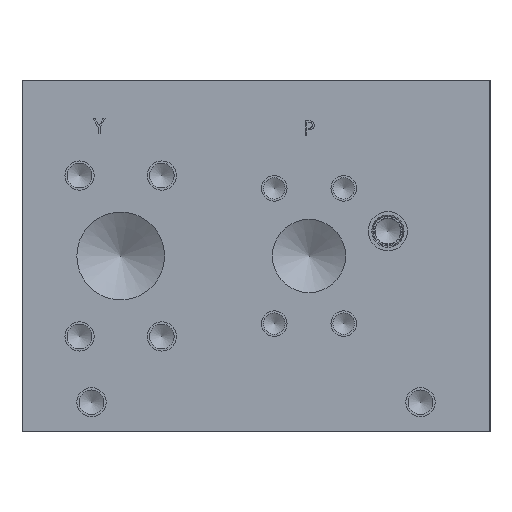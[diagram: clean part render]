
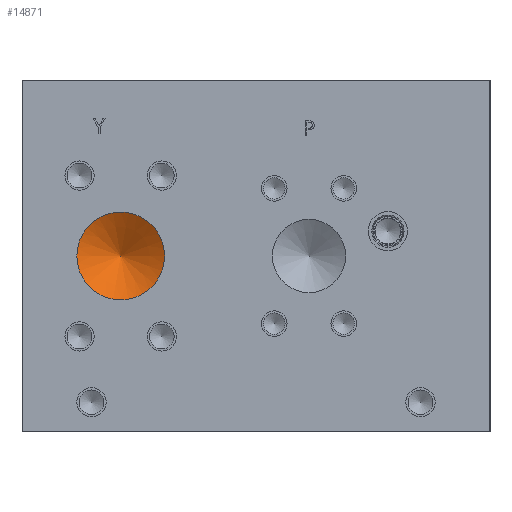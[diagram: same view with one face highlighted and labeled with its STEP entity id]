
A CAD part, left-side view. The second image highlights one B-rep face of the part: STEP entity #14871.
In plain terms, the highlighted conical face has half-angle 60 degrees and reference radius 9.525 mm.
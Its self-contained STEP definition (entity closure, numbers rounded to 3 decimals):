
#255=CONICAL_SURFACE('',#16056,9.525,1.047);
#784=CIRCLE('',#16057,19.05);
#785=CIRCLE('',#16058,19.05);
#2131=FACE_OUTER_BOUND('',#3049,.T.);
#3049=EDGE_LOOP('',(#13049,#13050,#13051,#13052));
#4351=LINE('',#25626,#5601);
#5601=VECTOR('',#19627,9.525);
#7054=VERTEX_POINT('',#25622);
#7055=VERTEX_POINT('',#25623);
#7056=VERTEX_POINT('',#25625);
#9098=EDGE_CURVE('',#7054,#7055,#784,.T.);
#9099=EDGE_CURVE('',#7055,#7056,#4351,.T.);
#9100=EDGE_CURVE('',#7055,#7054,#785,.T.);
#13049=ORIENTED_EDGE('',*,*,#9098,.T.);
#13050=ORIENTED_EDGE('',*,*,#9099,.T.);
#13051=ORIENTED_EDGE('',*,*,#9099,.F.);
#13052=ORIENTED_EDGE('',*,*,#9100,.T.);
#14871=ADVANCED_FACE('',(#2131),#255,.F.);
#16056=AXIS2_PLACEMENT_3D('',#25621,#19623,#19624);
#16057=AXIS2_PLACEMENT_3D('',#25624,#19625,#19626);
#16058=AXIS2_PLACEMENT_3D('',#25627,#19628,#19629);
#19623=DIRECTION('center_axis',(-1.,0.,0.));
#19624=DIRECTION('ref_axis',(0.,1.,0.));
#19625=DIRECTION('center_axis',(-1.,0.,0.));
#19626=DIRECTION('ref_axis',(0.,1.,0.));
#19627=DIRECTION('',(0.5,0.866,0.));
#19628=DIRECTION('center_axis',(-1.,0.,0.));
#19629=DIRECTION('ref_axis',(0.,1.,0.));
#25621=CARTESIAN_POINT('Origin',(16.498,160.35,76.2));
#25622=CARTESIAN_POINT('',(10.999,179.4,76.2));
#25623=CARTESIAN_POINT('',(10.999,141.3,76.2));
#25624=CARTESIAN_POINT('Origin',(10.999,160.35,76.2));
#25625=CARTESIAN_POINT('',(21.997,160.35,76.2));
#25626=CARTESIAN_POINT('',(16.498,150.825,76.2));
#25627=CARTESIAN_POINT('Origin',(10.999,160.35,76.2));
